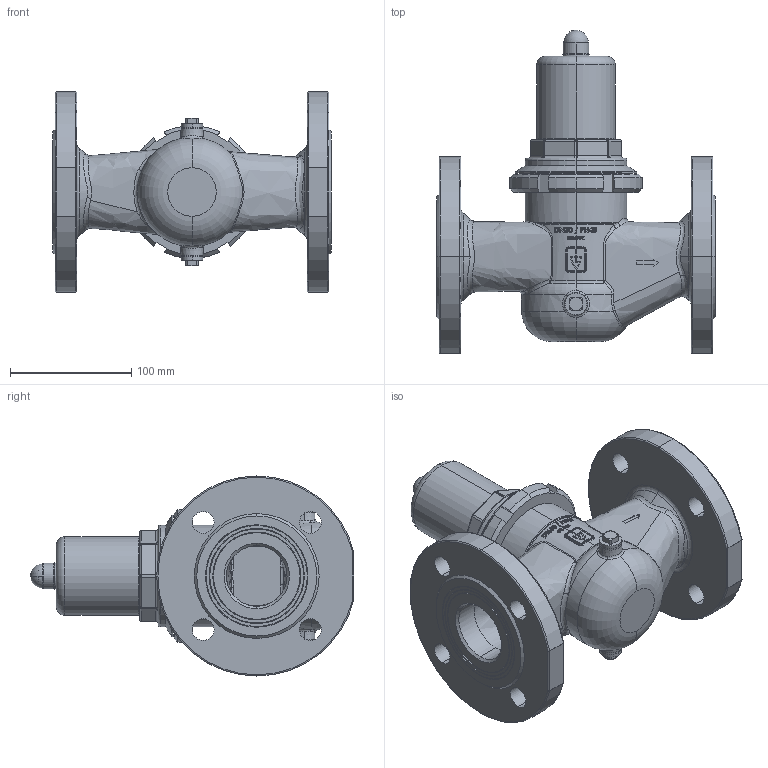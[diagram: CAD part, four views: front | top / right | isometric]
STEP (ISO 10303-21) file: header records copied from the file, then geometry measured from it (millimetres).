
FILE_DESCRIPTION (( 'STEP AP214' ), '1' );
FILE_NAME ('682 LP 50 Dummy.STEP', '2010-08-09T12:42:42', ( '' ), ( '' ), 'SwSTEP 2.0', 'SolidWorks 2010', '' );
FILE_SCHEMA (( 'AUTOMOTIVE_DESIGN' ));
Length unit declared in the file: millimetre
Products named in the file (1): 682 LP 50 Dummy
Bounding box: 230 x 266.8 x 165 mm (x, y, z)
Volume: 1200325.3 mm3; surface area: 312203.4 mm2
Topology: 9 solids, 9 shells, 1099 faces, 2742 edges, 1723 vertices
Faces by surface type: plane 360, cylinder 269, bspline 213, cone 134, torus 101, sphere 22
Entity records: 62969 total; most frequent: CARTESIAN_POINT 26474, ORIENTED_EDGE 5434, DIRECTION 4533, EDGE_CURVE 2717, AXIS2_PLACEMENT_3D 1766, VERTEX_POINT 1720, EDGE_LOOP 1219, UNCERTAINTY_MEASURE_WITH_UNIT 1110
